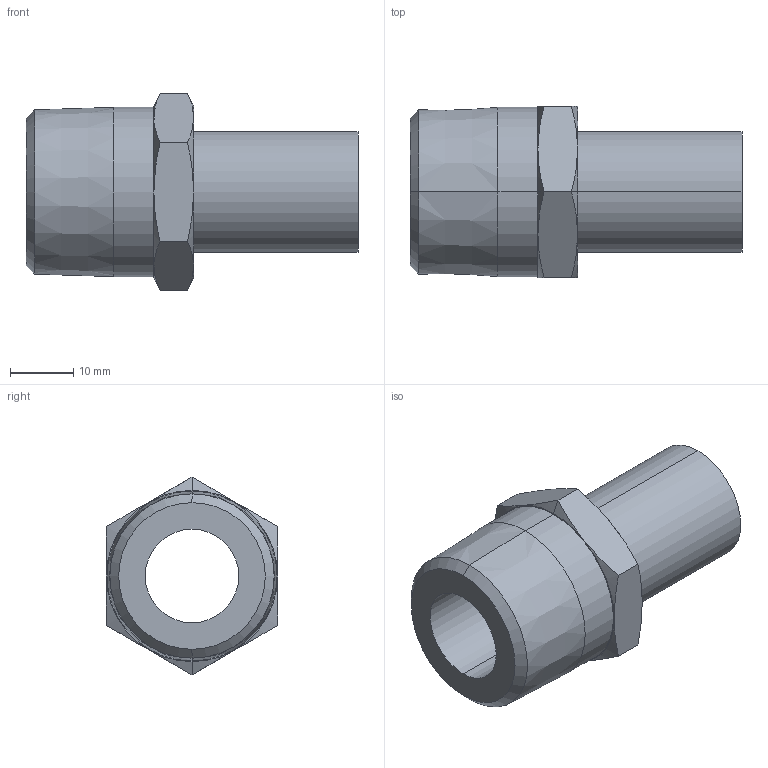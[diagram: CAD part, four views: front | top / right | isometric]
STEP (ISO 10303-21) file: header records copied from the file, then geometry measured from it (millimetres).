
FILE_DESCRIPTION(('starvars output'),'2;1');
FILE_NAME('cv20170805200720000021667.stp','20:07:20 2017/08/05',( 'Thomas Industrial Network Germany GmbH'),( 'Thomas Industrial Network Germany GmbH'),'unknown preprocess','ACIS' ,'unknown authorization');
FILE_SCHEMA(('AUTOMOTIVE_DESIGN_CC2 {UNKNOWN IMPLEMENTATION LEVEL}'));
Length unit declared in the file: millimetre
Products named in the file (1): PRODUCT_ID_1
Bounding box: 52.32 x 26.99 x 31.16 mm (x, y, z)
Volume: 13319 mm3; surface area: 6997.9 mm2
Topology: 1 solids, 1 shells, 36 faces, 76 edges, 44 vertices
Faces by surface type: cone 20, plane 10, cylinder 6
Entity records: 1098 total; most frequent: CARTESIAN_POINT 163, ORIENTED_EDGE 152, EDGE_CURVE 76, DIRECTION 74, VERTEX_POINT 44, EDGE_LOOP 40, FACE_BOUND 40, STYLED_ITEM 37
